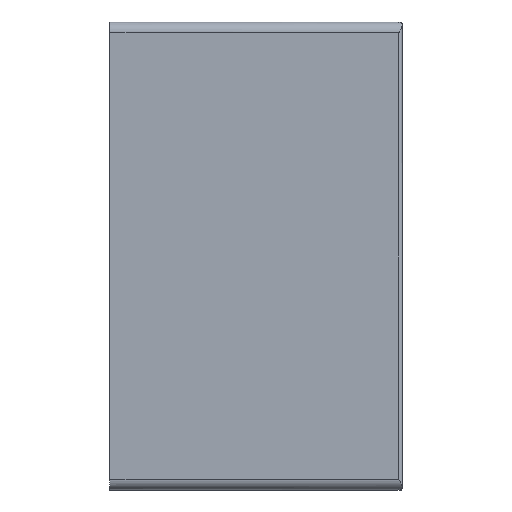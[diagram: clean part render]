
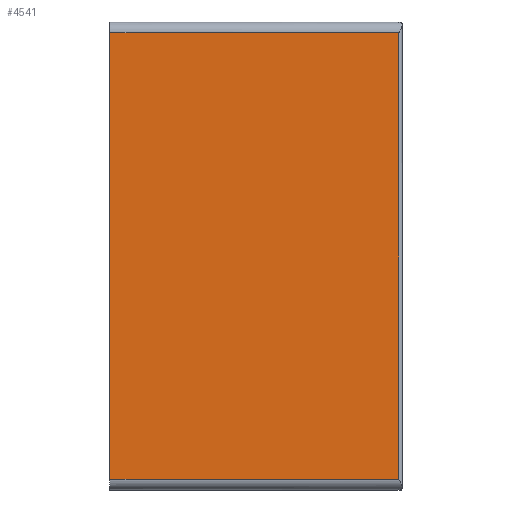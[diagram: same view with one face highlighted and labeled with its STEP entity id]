
A CAD part, front view. The second image highlights one B-rep face of the part: STEP entity #4541.
In plain terms, the highlighted planar face has unit normal (0, -1, 0).
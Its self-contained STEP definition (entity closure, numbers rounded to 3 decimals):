
#800=VERTEX_POINT('',#6837);
#801=VERTEX_POINT('',#6838);
#802=VERTEX_POINT('',#6840);
#803=VERTEX_POINT('',#6842);
#1238=VECTOR('',#5565,1.);
#1239=VECTOR('',#5566,1.);
#1240=VECTOR('',#5567,1.);
#1241=VECTOR('',#5568,1.);
#1692=LINE('',#6836,#1238);
#1693=LINE('',#6839,#1239);
#1694=LINE('',#6841,#1240);
#1695=LINE('',#6843,#1241);
#2229=EDGE_CURVE('',#800,#801,#1692,.T.);
#2230=EDGE_CURVE('',#802,#801,#1693,.T.);
#2231=EDGE_CURVE('',#803,#802,#1694,.T.);
#2232=EDGE_CURVE('',#803,#800,#1695,.T.);
#2982=ORIENTED_EDGE('',*,*,#2229,.T.);
#2983=ORIENTED_EDGE('',*,*,#2230,.F.);
#2984=ORIENTED_EDGE('',*,*,#2231,.F.);
#2985=ORIENTED_EDGE('',*,*,#2232,.T.);
#4069=EDGE_LOOP('',(#2982,#2983,#2984,#2985));
#4305=FACE_BOUND('',#4069,.T.);
#4541=ADVANCED_FACE('',(#4305),#7827,.F.);
#4856=AXIS2_PLACEMENT_3D('',#6835,#5564,$);
#5564=DIRECTION('',(0.,1.,0.));
#5565=DIRECTION('',(0.,0.,-1.));
#5566=DIRECTION('',(-1.,0.,0.));
#5567=DIRECTION('',(0.,0.,-1.));
#5568=DIRECTION('',(-1.,0.,0.));
#6835=CARTESIAN_POINT('',(0.,0.,29.8));
#6836=CARTESIAN_POINT('',(0.,0.,29.1));
#6837=CARTESIAN_POINT('',(0.,0.,29.1));
#6838=CARTESIAN_POINT('',(0.,0.,0.7));
#6839=CARTESIAN_POINT('',(18.4,0.,0.7));
#6840=CARTESIAN_POINT('',(18.4,0.,0.7));
#6841=CARTESIAN_POINT('',(18.4,0.,29.1));
#6842=CARTESIAN_POINT('',(18.4,0.,29.1));
#6843=CARTESIAN_POINT('',(18.4,0.,29.1));
#7827=PLANE('',#4856);
